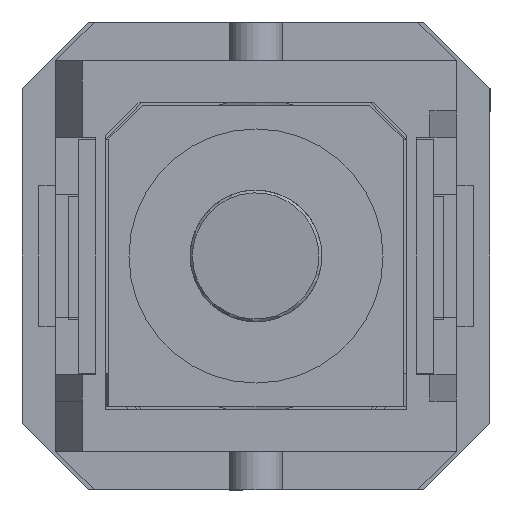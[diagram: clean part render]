
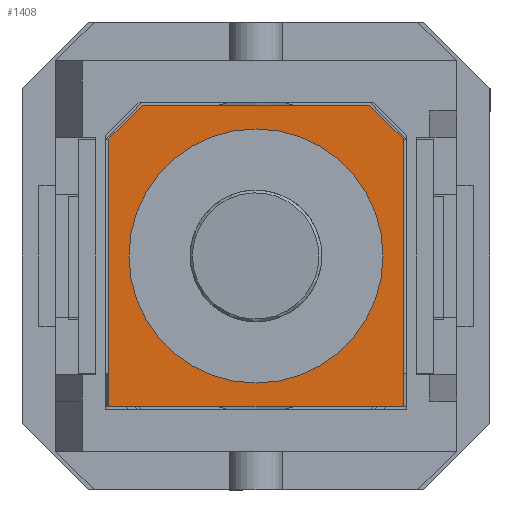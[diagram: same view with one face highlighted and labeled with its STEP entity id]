
A CAD part, left-side view. The second image highlights one B-rep face of the part: STEP entity #1408.
In plain terms, the highlighted face is planar.
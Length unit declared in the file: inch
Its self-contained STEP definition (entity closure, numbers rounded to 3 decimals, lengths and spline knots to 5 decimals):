
#32 = FACE_OUTER_BOUND ( 'NONE', #5384, .T. ) ;
#229 = DIRECTION ( 'NONE',  ( 0., 1., 0. ) ) ;
#483 = CARTESIAN_POINT ( 'NONE',  ( 0., 0.296, 0.095 ) ) ;
#623 = VERTEX_POINT ( 'NONE', #7143 ) ;
#851 = VECTOR ( 'NONE', #7182, 39.37008 ) ;
#864 = AXIS2_PLACEMENT_3D ( 'NONE', #9101, #229, #6801 ) ;
#902 = LINE ( 'NONE', #8242, #7988 ) ;
#1051 = CARTESIAN_POINT ( 'NONE',  ( -0.11, 0.296, 0.1125 ) ) ;
#1228 = CARTESIAN_POINT ( 'NONE',  ( 0.11, 0.296, -0.0875 ) ) ;
#1235 = EDGE_CURVE ( 'NONE', #9294, #7281, #4961, .T. ) ;
#1247 = CARTESIAN_POINT ( 'NONE',  ( -0.11, 0.296, -0.0875 ) ) ;
#1408 = ADVANCED_FACE ( 'NONE', ( #5212, #32 ), #9057, .F. ) ;
#1726 = LINE ( 'NONE', #1051, #5832 ) ;
#1862 = LINE ( 'NONE', #4786, #8913 ) ;
#2159 = ORIENTED_EDGE ( 'NONE', *, *, #5942, .T. ) ;
#2397 = AXIS2_PLACEMENT_3D ( 'NONE', #2993, #3123, #5946 ) ;
#2402 = CIRCLE ( 'NONE', #864, 0.095 ) ;
#2455 = CARTESIAN_POINT ( 'NONE',  ( -0.11, 0.296, -0.1125 ) ) ;
#2646 = EDGE_CURVE ( 'NONE', #9491, #623, #3214, .T. ) ;
#2857 = EDGE_LOOP ( 'NONE', ( #3758 ) ) ;
#2874 = EDGE_CURVE ( 'NONE', #8620, #3550, #7169, .T. ) ;
#2993 = CARTESIAN_POINT ( 'NONE',  ( -0.11, 0.296, -0.1125 ) ) ;
#3074 = EDGE_CURVE ( 'NONE', #623, #8620, #1862, .T. ) ;
#3104 = DIRECTION ( 'NONE',  ( -0.707, 0., -0.707 ) ) ;
#3123 = DIRECTION ( 'NONE',  ( 0., -1., 0. ) ) ;
#3214 = LINE ( 'NONE', #2455, #3489 ) ;
#3335 = CARTESIAN_POINT ( 'NONE',  ( -0.11, 0.296, 0.1125 ) ) ;
#3489 = VECTOR ( 'NONE', #9242, 39.37008 ) ;
#3514 = CARTESIAN_POINT ( 'NONE',  ( -0.11, 0.296, 0.1125 ) ) ;
#3550 = VERTEX_POINT ( 'NONE', #3335 ) ;
#3758 = ORIENTED_EDGE ( 'NONE', *, *, #6767, .F. ) ;
#4786 = CARTESIAN_POINT ( 'NONE',  ( -0.11, 0.296, -0.0875 ) ) ;
#4961 = LINE ( 'NONE', #8665, #851 ) ;
#5212 = FACE_BOUND ( 'NONE', #2857, .T. ) ;
#5248 = ORIENTED_EDGE ( 'NONE', *, *, #3074, .T. ) ;
#5384 = EDGE_LOOP ( 'NONE', ( #9031, #2159, #7995, #5248, #5912, #5847 ) ) ;
#5832 = VECTOR ( 'NONE', #6921, 39.37008 ) ;
#5847 = ORIENTED_EDGE ( 'NONE', *, *, #8914, .T. ) ;
#5912 = ORIENTED_EDGE ( 'NONE', *, *, #2874, .T. ) ;
#5942 = EDGE_CURVE ( 'NONE', #7281, #9491, #902, .T. ) ;
#5946 = DIRECTION ( 'NONE',  ( 0., 0., -1. ) ) ;
#6767 = EDGE_CURVE ( 'NONE', #7141, #7141, #2402, .T. ) ;
#6801 = DIRECTION ( 'NONE',  ( 0., 0., 1. ) ) ;
#6921 = DIRECTION ( 'NONE',  ( 1., 0., 0. ) ) ;
#7141 = VERTEX_POINT ( 'NONE', #483 ) ;
#7143 = CARTESIAN_POINT ( 'NONE',  ( -0.085, 0.296, -0.1125 ) ) ;
#7169 = LINE ( 'NONE', #3514, #8658 ) ;
#7182 = DIRECTION ( 'NONE',  ( 0., 0., -1. ) ) ;
#7222 = DIRECTION ( 'NONE',  ( 0., 0., 1. ) ) ;
#7281 = VERTEX_POINT ( 'NONE', #1228 ) ;
#7343 = CARTESIAN_POINT ( 'NONE',  ( 0.085, 0.296, -0.1125 ) ) ;
#7988 = VECTOR ( 'NONE', #3104, 39.37008 ) ;
#7995 = ORIENTED_EDGE ( 'NONE', *, *, #2646, .T. ) ;
#8242 = CARTESIAN_POINT ( 'NONE',  ( 0.085, 0.296, -0.1125 ) ) ;
#8620 = VERTEX_POINT ( 'NONE', #1247 ) ;
#8658 = VECTOR ( 'NONE', #7222, 39.37008 ) ;
#8665 = CARTESIAN_POINT ( 'NONE',  ( 0.11, 0.296, 0.1125 ) ) ;
#8913 = VECTOR ( 'NONE', #9138, 39.37008 ) ;
#8914 = EDGE_CURVE ( 'NONE', #3550, #9294, #1726, .T. ) ;
#9031 = ORIENTED_EDGE ( 'NONE', *, *, #1235, .T. ) ;
#9057 = PLANE ( 'NONE',  #2397 ) ;
#9101 = CARTESIAN_POINT ( 'NONE',  ( 0., 0.296, 0. ) ) ;
#9138 = DIRECTION ( 'NONE',  ( -0.707, 0., 0.707 ) ) ;
#9220 = CARTESIAN_POINT ( 'NONE',  ( 0.11, 0.296, 0.1125 ) ) ;
#9242 = DIRECTION ( 'NONE',  ( -1., 0., 0. ) ) ;
#9294 = VERTEX_POINT ( 'NONE', #9220 ) ;
#9491 = VERTEX_POINT ( 'NONE', #7343 ) ;
